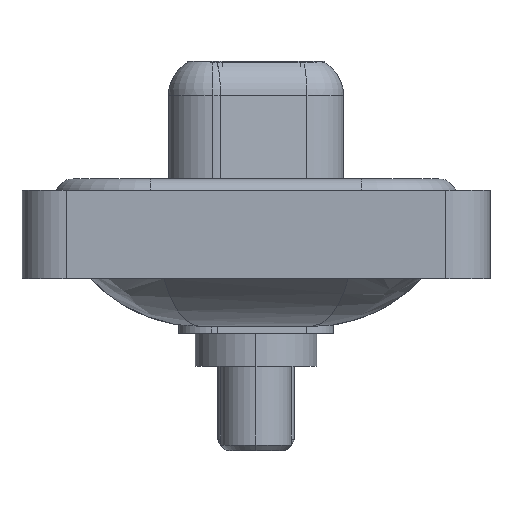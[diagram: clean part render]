
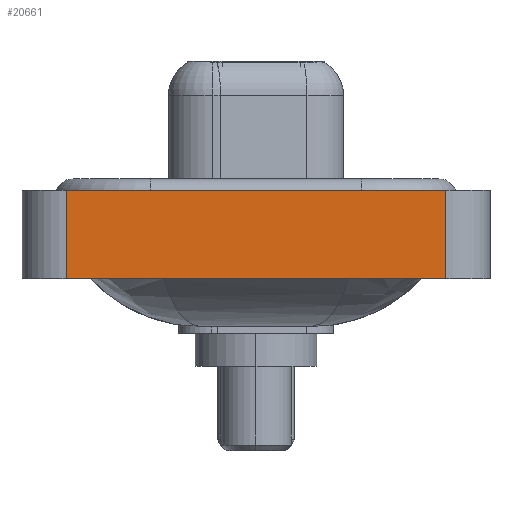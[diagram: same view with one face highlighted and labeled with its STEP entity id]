
A CAD part, left-side view. The second image highlights one B-rep face of the part: STEP entity #20661.
In plain terms, the highlighted planar face has unit normal (-1, 0, 0).
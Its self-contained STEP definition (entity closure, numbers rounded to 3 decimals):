
#882 = EDGE_CURVE ( 'NONE', #11041, #22058, #10563, .T. ) ;
#1063 = CARTESIAN_POINT ( 'NONE',  ( -7.35, -8.55, -3.6 ) ) ;
#1162 = CARTESIAN_POINT ( 'NONE',  ( -7.35, 8.55, -3.6 ) ) ;
#2453 = EDGE_LOOP ( 'NONE', ( #12810, #16975, #5063, #19720 ) ) ;
#3127 = CARTESIAN_POINT ( 'NONE',  ( -7.35, 8.55, -3.6 ) ) ;
#3714 = VERTEX_POINT ( 'NONE', #1162 ) ;
#4367 = VECTOR ( 'NONE', #23502, 1000. ) ;
#5063 = ORIENTED_EDGE ( 'NONE', *, *, #6930, .F. ) ;
#5438 = PLANE ( 'NONE',  #11529 ) ;
#6511 = CARTESIAN_POINT ( 'NONE',  ( -7.35, -8.55, -3.6 ) ) ;
#6930 = EDGE_CURVE ( 'NONE', #3714, #9405, #14199, .T. ) ;
#7868 = CARTESIAN_POINT ( 'NONE',  ( -7.35, 8.55, 0.4 ) ) ;
#8109 = EDGE_CURVE ( 'NONE', #9405, #22058, #17761, .T. ) ;
#8137 = CARTESIAN_POINT ( 'NONE',  ( -7.35, -8.55, 0.4 ) ) ;
#8587 = DIRECTION ( 'NONE',  ( 0., 0., 1. ) ) ;
#8685 = CARTESIAN_POINT ( 'NONE',  ( -7.35, -8.55, 0.4 ) ) ;
#8890 = VECTOR ( 'NONE', #23636, 1000. ) ;
#9384 = DIRECTION ( 'NONE',  ( 0., 0., 1. ) ) ;
#9405 = VERTEX_POINT ( 'NONE', #7868 ) ;
#10202 = VECTOR ( 'NONE', #8587, 1000. ) ;
#10563 = LINE ( 'NONE', #1063, #10202 ) ;
#11041 = VERTEX_POINT ( 'NONE', #16204 ) ;
#11478 = DIRECTION ( 'NONE',  ( -1., 0., 0. ) ) ;
#11529 = AXIS2_PLACEMENT_3D ( 'NONE', #13075, #11478, #9384 ) ;
#12810 = ORIENTED_EDGE ( 'NONE', *, *, #882, .T. ) ;
#13075 = CARTESIAN_POINT ( 'NONE',  ( -7.35, -8.55, -3.6 ) ) ;
#14199 = LINE ( 'NONE', #3127, #4367 ) ;
#16204 = CARTESIAN_POINT ( 'NONE',  ( -7.35, -8.55, -3.6 ) ) ;
#16975 = ORIENTED_EDGE ( 'NONE', *, *, #8109, .F. ) ;
#17417 = VECTOR ( 'NONE', #21593, 1000. ) ;
#17761 = LINE ( 'NONE', #8685, #8890 ) ;
#19720 = ORIENTED_EDGE ( 'NONE', *, *, #21374, .T. ) ;
#20536 = FACE_OUTER_BOUND ( 'NONE', #2453, .T. ) ;
#20661 = ADVANCED_FACE ( 'NONE', ( #20536 ), #5438, .T. ) ;
#21374 = EDGE_CURVE ( 'NONE', #3714, #11041, #23308, .T. ) ;
#21593 = DIRECTION ( 'NONE',  ( 0., -1., 0. ) ) ;
#22058 = VERTEX_POINT ( 'NONE', #8137 ) ;
#23308 = LINE ( 'NONE', #6511, #17417 ) ;
#23502 = DIRECTION ( 'NONE',  ( 0., 0., 1. ) ) ;
#23636 = DIRECTION ( 'NONE',  ( 0., -1., 0. ) ) ;
